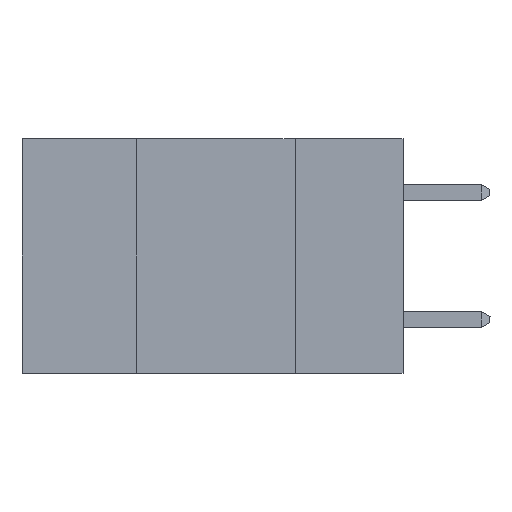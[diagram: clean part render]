
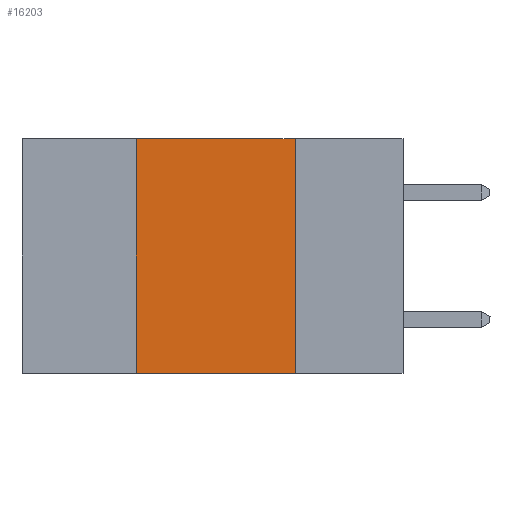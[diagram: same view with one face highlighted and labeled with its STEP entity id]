
A CAD part, left-side view. The second image highlights one B-rep face of the part: STEP entity #16203.
In plain terms, the highlighted planar face has unit normal (-1, 0, 0).
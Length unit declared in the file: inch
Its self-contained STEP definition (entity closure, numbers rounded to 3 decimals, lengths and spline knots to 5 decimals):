
#399 = DIRECTION ( 'NONE',  ( 0., -1., 0. ) ) ;
#448 = ORIENTED_EDGE ( 'NONE', *, *, #6889, .F. ) ;
#607 = LINE ( 'NONE', #13761, #18878 ) ;
#1018 = EDGE_LOOP ( 'NONE', ( #1265, #448, #19664, #18564 ) ) ;
#1157 = FACE_OUTER_BOUND ( 'NONE', #1018, .T. ) ;
#1265 = ORIENTED_EDGE ( 'NONE', *, *, #11290, .F. ) ;
#2912 = VECTOR ( 'NONE', #8351, 39.37008 ) ;
#3258 = CARTESIAN_POINT ( 'NONE',  ( 0., 0.17, -0.37 ) ) ;
#3692 = VERTEX_POINT ( 'NONE', #3258 ) ;
#3852 = LINE ( 'NONE', #19752, #20321 ) ;
#4280 = VERTEX_POINT ( 'NONE', #12639 ) ;
#4959 = VERTEX_POINT ( 'NONE', #6967 ) ;
#6221 = AXIS2_PLACEMENT_3D ( 'NONE', #11671, #16480, #6936 ) ;
#6889 = EDGE_CURVE ( 'NONE', #4280, #4959, #3852, .T. ) ;
#6936 = DIRECTION ( 'NONE',  ( 0., 0., -1. ) ) ;
#6967 = CARTESIAN_POINT ( 'NONE',  ( 0., 0.17, 0. ) ) ;
#7875 = DIRECTION ( 'NONE',  ( 0., 0., 1. ) ) ;
#8351 = DIRECTION ( 'NONE',  ( 0., 0., -1. ) ) ;
#8471 = PLANE ( 'NONE',  #6221 ) ;
#8553 = VECTOR ( 'NONE', #399, 39.37008 ) ;
#10222 = DIRECTION ( 'NONE',  ( 0., -1., 0. ) ) ;
#11290 = EDGE_CURVE ( 'NONE', #4959, #3692, #14115, .T. ) ;
#11671 = CARTESIAN_POINT ( 'NONE',  ( 0., 0.6, 0. ) ) ;
#12639 = CARTESIAN_POINT ( 'NONE',  ( 0., 0.42, 0. ) ) ;
#13129 = EDGE_CURVE ( 'NONE', #17049, #3692, #18006, .T. ) ;
#13699 = CARTESIAN_POINT ( 'NONE',  ( 0., 0.6, -0.37 ) ) ;
#13761 = CARTESIAN_POINT ( 'NONE',  ( 0., 0.42, 0. ) ) ;
#14115 = LINE ( 'NONE', #17338, #2912 ) ;
#15965 = CARTESIAN_POINT ( 'NONE',  ( 0., 0.42, -0.37 ) ) ;
#16203 = ADVANCED_FACE ( 'NONE', ( #1157 ), #8471, .F. ) ;
#16480 = DIRECTION ( 'NONE',  ( 1., 0., 0. ) ) ;
#16544 = EDGE_CURVE ( 'NONE', #17049, #4280, #607, .T. ) ;
#17049 = VERTEX_POINT ( 'NONE', #15965 ) ;
#17338 = CARTESIAN_POINT ( 'NONE',  ( 0., 0.17, 0. ) ) ;
#18006 = LINE ( 'NONE', #13699, #8553 ) ;
#18564 = ORIENTED_EDGE ( 'NONE', *, *, #13129, .T. ) ;
#18878 = VECTOR ( 'NONE', #7875, 39.37008 ) ;
#19664 = ORIENTED_EDGE ( 'NONE', *, *, #16544, .F. ) ;
#19752 = CARTESIAN_POINT ( 'NONE',  ( 0., 0.6, 0. ) ) ;
#20321 = VECTOR ( 'NONE', #10222, 39.37008 ) ;
